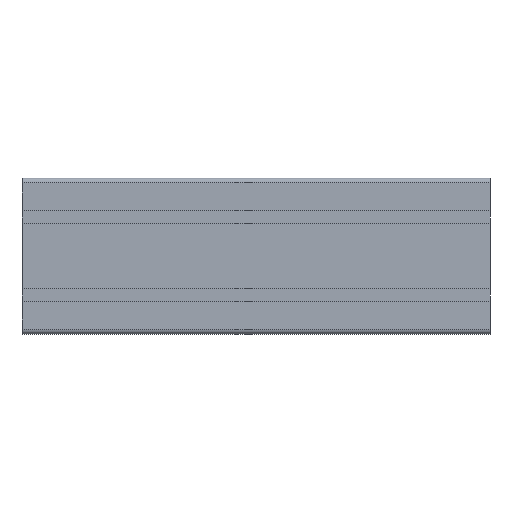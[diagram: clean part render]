
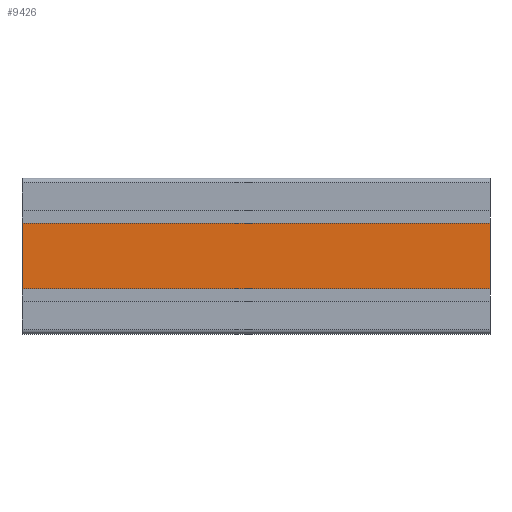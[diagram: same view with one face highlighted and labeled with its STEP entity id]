
A CAD part, left-side view. The second image highlights one B-rep face of the part: STEP entity #9426.
In plain terms, the highlighted face is planar.
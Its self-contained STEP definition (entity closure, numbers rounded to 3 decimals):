
#1465 = CARTESIAN_POINT ( 'NONE',  ( 25., -20.9, 0. ) ) ;
#1500 = CARTESIAN_POINT ( 'NONE',  ( 25., -20.9, -300. ) ) ;
#1503 = CARTESIAN_POINT ( 'NONE',  ( 25., 20.9, -300. ) ) ;
#1508 = CARTESIAN_POINT ( 'NONE',  ( 25., 20.9, 0. ) ) ;
#2180 = CARTESIAN_POINT ( 'NONE',  ( 25., -20.9, 0. ) ) ;
#2182 = LINE ( 'NONE', #2213, #5818 ) ;
#2186 = LINE ( 'NONE', #2180, #5783 ) ;
#2199 = DIRECTION ( 'NONE',  ( 0., 1., 0. ) ) ;
#2205 = DIRECTION ( 'NONE',  ( 0., 0., 1. ) ) ;
#2213 = CARTESIAN_POINT ( 'NONE',  ( 25., 20.9, -300. ) ) ;
#2228 = LINE ( 'NONE', #2263, #5878 ) ;
#2259 = DIRECTION ( 'NONE',  ( 0., 1., 0. ) ) ;
#2263 = CARTESIAN_POINT ( 'NONE',  ( 25., -20.9, -300. ) ) ;
#2331 = CARTESIAN_POINT ( 'NONE',  ( 25., -20.9, -300. ) ) ;
#2333 = DIRECTION ( 'NONE',  ( 0., 0., 1. ) ) ;
#2336 = LINE ( 'NONE', #2331, #5875 ) ;
#2915 = VERTEX_POINT ( 'NONE', #1465 ) ;
#2934 = VERTEX_POINT ( 'NONE', #1503 ) ;
#2935 = VERTEX_POINT ( 'NONE', #1500 ) ;
#2941 = VERTEX_POINT ( 'NONE', #1508 ) ;
#5124 = EDGE_LOOP ( 'NONE', ( #6808, #6784, #6811, #6782 ) ) ;
#5783 = VECTOR ( 'NONE', #2199, 1000. ) ;
#5818 = VECTOR ( 'NONE', #2205, 1000. ) ;
#5875 = VECTOR ( 'NONE', #2333, 1000. ) ;
#5878 = VECTOR ( 'NONE', #2259, 1000. ) ;
#6611 = AXIS2_PLACEMENT_3D ( 'NONE', #8800, #8813, #8843 ) ;
#6782 = ORIENTED_EDGE ( 'NONE', *, *, #8271, .T. ) ;
#6784 = ORIENTED_EDGE ( 'NONE', *, *, #8331, .F. ) ;
#6808 = ORIENTED_EDGE ( 'NONE', *, *, #8266, .F. ) ;
#6811 = ORIENTED_EDGE ( 'NONE', *, *, #8297, .T. ) ;
#8266 = EDGE_CURVE ( 'NONE', #2915, #2941, #2186, .T. ) ;
#8271 = EDGE_CURVE ( 'NONE', #2934, #2941, #2182, .T. ) ;
#8297 = EDGE_CURVE ( 'NONE', #2935, #2934, #2228, .T. ) ;
#8331 = EDGE_CURVE ( 'NONE', #2935, #2915, #2336, .T. ) ;
#8785 = PLANE ( 'NONE',  #6611 ) ;
#8793 = FACE_OUTER_BOUND ( 'NONE', #5124, .T. ) ;
#8800 = CARTESIAN_POINT ( 'NONE',  ( 25., -20.9, -300. ) ) ;
#8813 = DIRECTION ( 'NONE',  ( 1., 0., 0. ) ) ;
#8843 = DIRECTION ( 'NONE',  ( 0., 0., -1. ) ) ;
#9426 = ADVANCED_FACE ( 'PLANAR_22', ( #8793 ), #8785, .T. ) ;
